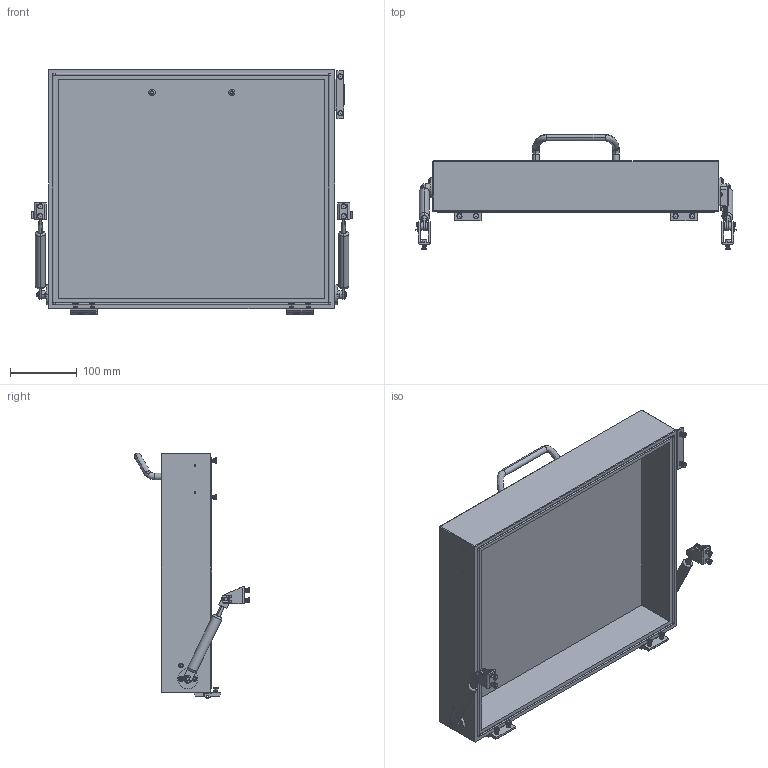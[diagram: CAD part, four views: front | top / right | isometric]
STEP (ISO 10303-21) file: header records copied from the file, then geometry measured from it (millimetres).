
FILE_DESCRIPTION (( 'STEP AP214' ), '1' );
FILE_NAME ('19252~2.STEP', '2019-07-10T09:23:34', ( '' ), ( '' ), 'SwSTEP 2.0', 'SolidWorks 2018', '' );
FILE_SCHEMA (( 'AUTOMOTIVE_DESIGN' ));
Length unit declared in the file: millimetre
Products named in the file (1): 19252~2
Bounding box: 482.7 x 173 x 369 mm (x, y, z)
Volume: 3805945.7 mm3; surface area: 605099.8 mm2
Topology: 75 solids, 75 shells, 2987 faces, 7134 edges, 4624 vertices
Faces by surface type: plane 1803, cylinder 818, cone 220, torus 104, bspline 42
Entity records: 121395 total; most frequent: CARTESIAN_POINT 16098, DIRECTION 15676, ORIENTED_EDGE 14204, EDGE_CURVE 7102, AXIS2_PLACEMENT_3D 5790, VERTEX_POINT 4624, LINE 4096, VECTOR 4096
